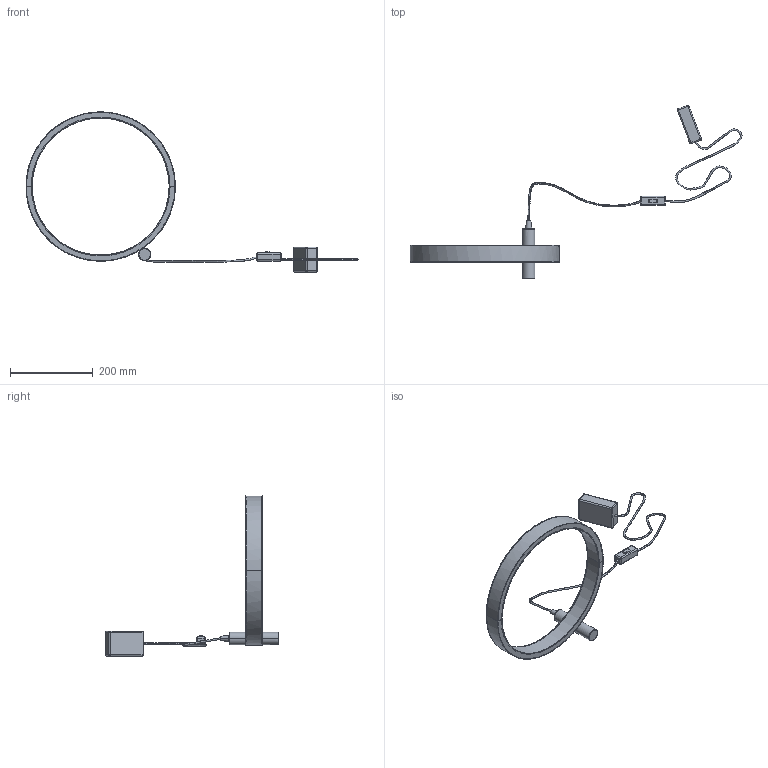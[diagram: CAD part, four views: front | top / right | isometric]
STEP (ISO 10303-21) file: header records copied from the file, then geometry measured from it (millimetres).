
FILE_DESCRIPTION(/* description */ (''),/* implementation_level */ '2;1');
FILE_NAME(/* name */ '7XATGG~L',/* time_stamp */ '2017-10-16T17:33:00+02:00',/* author */ (''),/* organization */ (''),/* preprocessor_version */ 'ST-DEVELOPER v15',/* originating_system */ '',/* authorisation */ '');
FILE_SCHEMA (('AUTOMOTIVE_DESIGN'));
Length unit declared in the file: millimetre
Products named in the file (1): Document
Bounding box: 800.38 x 418.4 x 386.02 mm (x, y, z)
Volume: 272713.3 mm3; surface area: 287868.5 mm2
Topology: 6 solids, 16 shells, 116 faces, 240 edges, 135 vertices
Faces by surface type: bspline 94, plane 22
Entity records: 8682 total; most frequent: CARTESIAN_POINT 7305, ORIENTED_EDGE 440, EDGE_CURVE 236, VERTEX_POINT 135, EDGE_LOOP 118, ADVANCED_FACE 116, FACE_OUTER_BOUND 116, B_SPLINE_CURVE_WITH_KNOTS 73
